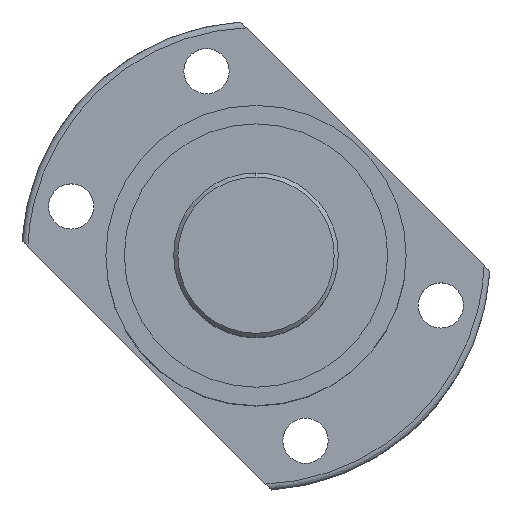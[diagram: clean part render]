
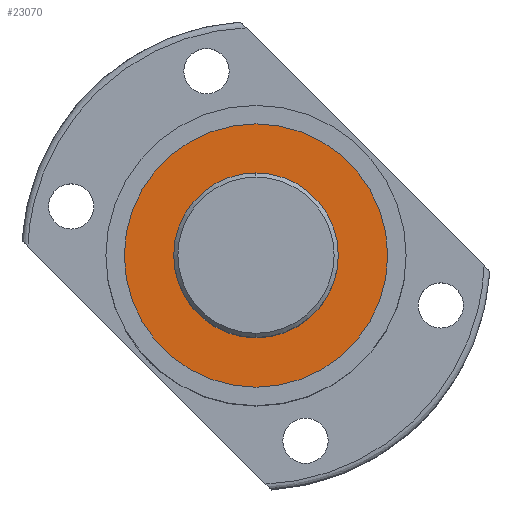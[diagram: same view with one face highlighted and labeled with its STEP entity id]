
A CAD part, top view. The second image highlights one B-rep face of the part: STEP entity #23070.
In plain terms, the highlighted planar face has unit normal (0, 0, 1).
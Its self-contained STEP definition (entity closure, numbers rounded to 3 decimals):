
#762 = EDGE_CURVE ( 'NONE', #23488, #1595, #15438, .T. ) ;
#851 = EDGE_CURVE ( 'NONE', #1595, #23488, #8854, .T. ) ;
#879 = DIRECTION ( 'NONE',  ( 1., 0., 0. ) ) ;
#1095 = DIRECTION ( 'NONE',  ( 0., 0., -1. ) ) ;
#1130 = DIRECTION ( 'NONE',  ( 0., 0., 1. ) ) ;
#1290 = ORIENTED_EDGE ( 'NONE', *, *, #3452, .T. ) ;
#1595 = VERTEX_POINT ( 'NONE', #23839 ) ;
#2065 = AXIS2_PLACEMENT_3D ( 'NONE', #27688, #1095, #14382 ) ;
#2654 = VERTEX_POINT ( 'NONE', #6455 ) ;
#3452 = EDGE_CURVE ( 'NONE', #2654, #6586, #15752, .T. ) ;
#3741 = AXIS2_PLACEMENT_3D ( 'NONE', #24003, #28786, #10751 ) ;
#5210 = PLANE ( 'NONE',  #16540 ) ;
#6455 = CARTESIAN_POINT ( 'NONE',  ( -20., 56.263, 162.07 ) ) ;
#6564 = EDGE_CURVE ( 'NONE', #6586, #2654, #27917, .T. ) ;
#6586 = VERTEX_POINT ( 'NONE', #24274 ) ;
#7963 = AXIS2_PLACEMENT_3D ( 'NONE', #12011, #1130, #27724 ) ;
#8854 = CIRCLE ( 'NONE', #12847, 32. ) ;
#9115 = CARTESIAN_POINT ( 'NONE',  ( 32., 56.263, 162.07 ) ) ;
#9193 = EDGE_LOOP ( 'NONE', ( #23052, #16587 ) ) ;
#9828 = DIRECTION ( 'NONE',  ( 0., 0., 1. ) ) ;
#10751 = DIRECTION ( 'NONE',  ( -1., 0., 0. ) ) ;
#11962 = CARTESIAN_POINT ( 'NONE',  ( 0., 88.263, 162.07 ) ) ;
#12011 = CARTESIAN_POINT ( 'NONE',  ( 0., 56.263, 162.07 ) ) ;
#12847 = AXIS2_PLACEMENT_3D ( 'NONE', #23315, #21220, #16443 ) ;
#14240 = FACE_BOUND ( 'NONE', #26184, .T. ) ;
#14382 = DIRECTION ( 'NONE',  ( -1., 0., 0. ) ) ;
#15438 = CIRCLE ( 'NONE', #7963, 32. ) ;
#15752 = CIRCLE ( 'NONE', #2065, 20. ) ;
#16443 = DIRECTION ( 'NONE',  ( -1., 0., 0. ) ) ;
#16540 = AXIS2_PLACEMENT_3D ( 'NONE', #11962, #9828, #879 ) ;
#16587 = ORIENTED_EDGE ( 'NONE', *, *, #762, .T. ) ;
#18314 = ORIENTED_EDGE ( 'NONE', *, *, #6564, .T. ) ;
#20545 = FACE_OUTER_BOUND ( 'NONE', #9193, .T. ) ;
#21220 = DIRECTION ( 'NONE',  ( 0., 0., 1. ) ) ;
#23052 = ORIENTED_EDGE ( 'NONE', *, *, #851, .T. ) ;
#23070 = ADVANCED_FACE ( 'NONE', ( #20545, #14240 ), #5210, .T. ) ;
#23315 = CARTESIAN_POINT ( 'NONE',  ( 0., 56.263, 162.07 ) ) ;
#23488 = VERTEX_POINT ( 'NONE', #9115 ) ;
#23839 = CARTESIAN_POINT ( 'NONE',  ( -32., 56.263, 162.07 ) ) ;
#24003 = CARTESIAN_POINT ( 'NONE',  ( 0., 56.263, 162.07 ) ) ;
#24274 = CARTESIAN_POINT ( 'NONE',  ( 20., 56.263, 162.07 ) ) ;
#26184 = EDGE_LOOP ( 'NONE', ( #1290, #18314 ) ) ;
#27688 = CARTESIAN_POINT ( 'NONE',  ( 0., 56.263, 162.07 ) ) ;
#27724 = DIRECTION ( 'NONE',  ( -1., 0., 0. ) ) ;
#27917 = CIRCLE ( 'NONE', #3741, 20. ) ;
#28786 = DIRECTION ( 'NONE',  ( 0., 0., -1. ) ) ;
